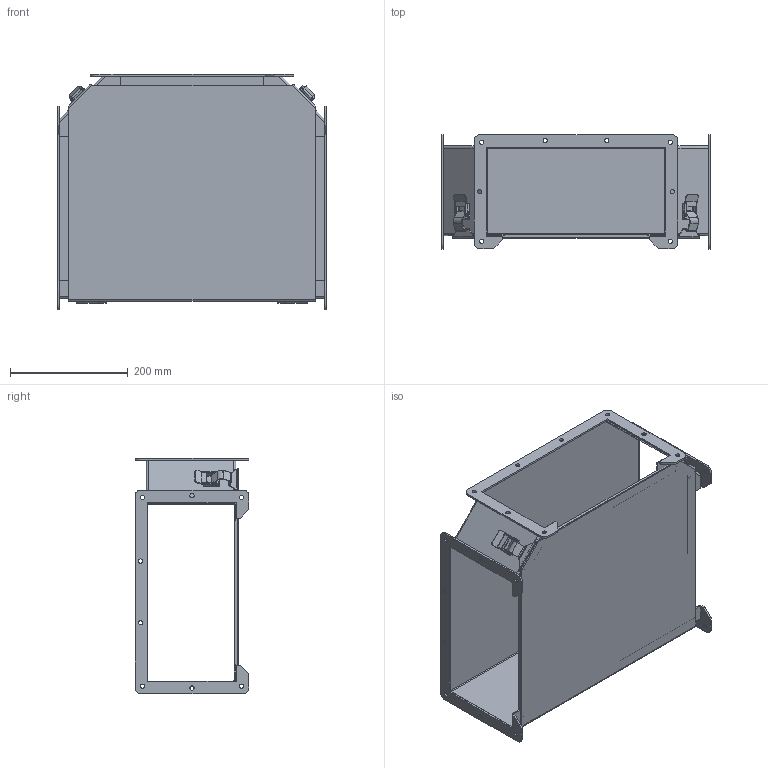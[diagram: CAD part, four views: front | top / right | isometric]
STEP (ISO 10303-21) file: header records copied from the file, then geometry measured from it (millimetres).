
FILE_DESCRIPTION (( 'STEP AP203' ), '1' );
FILE_NAME ('1485FTN.step', '2020-11-19T14:45:56', ( 'ADC123' ), ( 'Microsoft' ), 'SwSTEP 2.0', 'SolidWorks 2019', '' );
FILE_SCHEMA (( 'CONFIG_CONTROL_DESIGN' ));
Length unit declared in the file: inch
Products named in the file (1): 1485FTN
Bounding box: 457.21 x 193.68 x 400 mm (x, y, z)
Volume: 1276384.5 mm3; surface area: 1102927.2 mm2
Topology: 23 solids, 23 shells, 538 faces, 1376 edges, 888 vertices
Faces by surface type: plane 322, cylinder 188, bspline 28
Full cylindrical faces by diameter (mm): 3.175 x4, 3.302 x4, 3.969 x4, 4.166 x4, 4.763 x6, 7.137 x24
Entity records: 17947 total; most frequent: CARTESIAN_POINT 4903, ORIENTED_EDGE 2640, DIRECTION 2615, EDGE_CURVE 1320, LINE 893, VECTOR 893, VERTEX_POINT 886, AXIS2_PLACEMENT_3D 861
